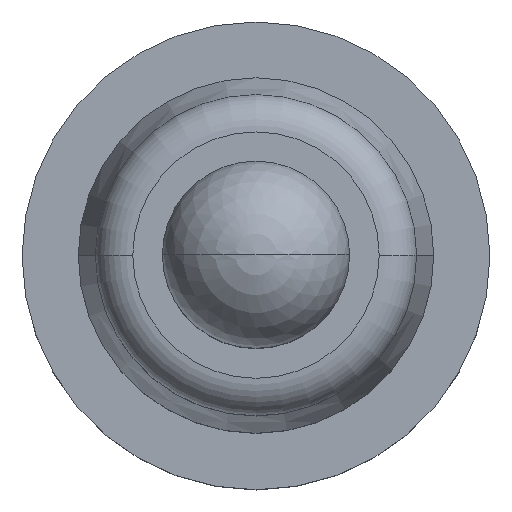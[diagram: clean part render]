
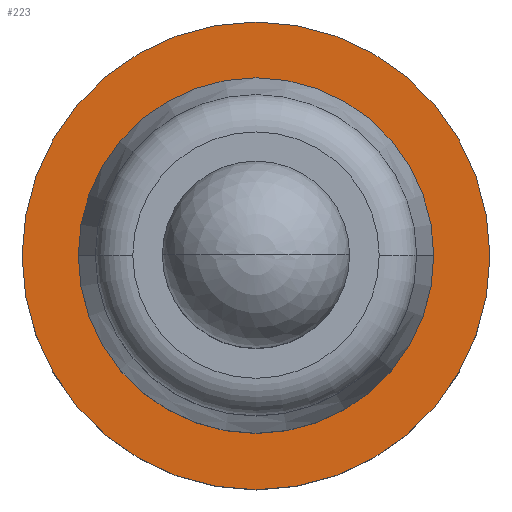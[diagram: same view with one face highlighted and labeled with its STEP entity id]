
A CAD part, top view. The second image highlights one B-rep face of the part: STEP entity #223.
In plain terms, the highlighted planar face has unit normal (0, 0, 1).
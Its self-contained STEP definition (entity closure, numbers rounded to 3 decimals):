
#177 = EDGE_CURVE('',#178,#180,#182,.T.);
#178 = VERTEX_POINT('',#179);
#179 = CARTESIAN_POINT('',(0.75,-0.012,0.41));
#180 = VERTEX_POINT('',#181);
#181 = CARTESIAN_POINT('',(-0.75,-0.012,0.41));
#182 = CIRCLE('',#183,0.75);
#183 = AXIS2_PLACEMENT_3D('',#184,#185,#186);
#184 = CARTESIAN_POINT('',(0.,-0.012,0.41));
#185 = DIRECTION('',(0.,0.,-1.));
#186 = DIRECTION('',(1.,0.,0.));
#211 = EDGE_CURVE('',#178,#180,#212,.T.);
#212 = CIRCLE('',#213,0.75);
#213 = AXIS2_PLACEMENT_3D('',#214,#215,#216);
#214 = CARTESIAN_POINT('',(0.,-0.012,0.41));
#215 = DIRECTION('',(-0.,0.,1.));
#216 = DIRECTION('',(1.,0.,0.));
#223 = ADVANCED_FACE('',(#224,#228),#248,.T.);
#224 = FACE_BOUND('',#225,.F.);
#225 = EDGE_LOOP('',(#226,#227));
#226 = ORIENTED_EDGE('',*,*,#177,.T.);
#227 = ORIENTED_EDGE('',*,*,#211,.F.);
#228 = FACE_BOUND('',#229,.F.);
#229 = EDGE_LOOP('',(#230,#241));
#230 = ORIENTED_EDGE('',*,*,#231,.T.);
#231 = EDGE_CURVE('',#232,#234,#236,.T.);
#232 = VERTEX_POINT('',#233);
#233 = CARTESIAN_POINT('',(0.515,-0.012,0.41));
#234 = VERTEX_POINT('',#235);
#235 = CARTESIAN_POINT('',(-0.515,-0.012,0.41));
#236 = CIRCLE('',#237,0.515);
#237 = AXIS2_PLACEMENT_3D('',#238,#239,#240);
#238 = CARTESIAN_POINT('',(0.,-0.012,0.41));
#239 = DIRECTION('',(-0.,0.,1.));
#240 = DIRECTION('',(1.,0.,0.));
#241 = ORIENTED_EDGE('',*,*,#242,.F.);
#242 = EDGE_CURVE('',#232,#234,#243,.T.);
#243 = CIRCLE('',#244,0.515);
#244 = AXIS2_PLACEMENT_3D('',#245,#246,#247);
#245 = CARTESIAN_POINT('',(0.,-0.012,0.41));
#246 = DIRECTION('',(0.,0.,-1.));
#247 = DIRECTION('',(1.,0.,0.));
#248 = PLANE('',#249);
#249 = AXIS2_PLACEMENT_3D('',#250,#251,#252);
#250 = CARTESIAN_POINT('',(0.,-0.012,0.41));
#251 = DIRECTION('',(0.,0.,1.));
#252 = DIRECTION('',(1.,0.,0.));
